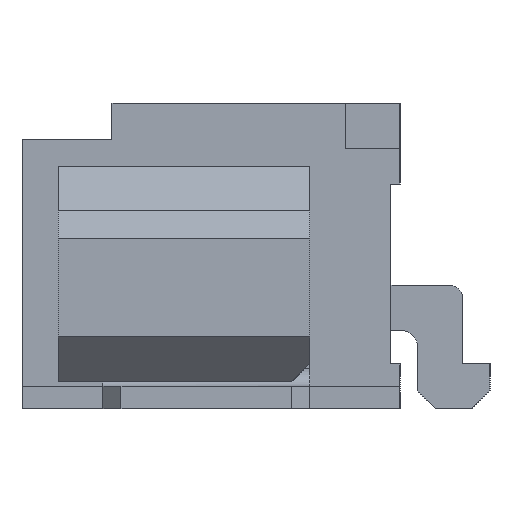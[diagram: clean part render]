
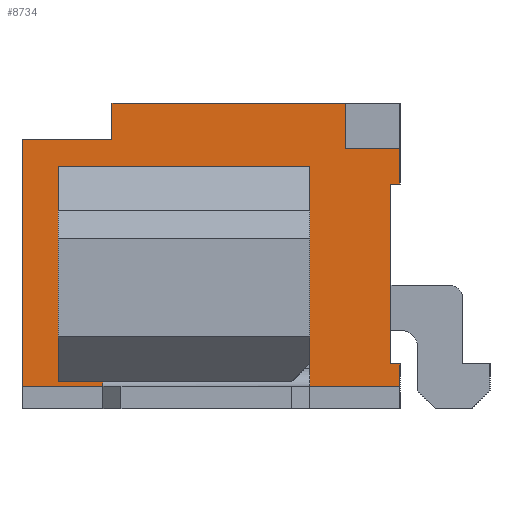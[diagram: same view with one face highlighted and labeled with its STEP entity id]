
A CAD part, left-side view. The second image highlights one B-rep face of the part: STEP entity #8734.
In plain terms, the highlighted planar face has unit normal (-1, 0, 0).
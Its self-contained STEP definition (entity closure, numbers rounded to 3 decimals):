
#69=DIRECTION('',(0.,0.,1.));
#70=VECTOR('',#69,0.25);
#71=CARTESIAN_POINT('',(-11.5,-2.1,-1.45));
#72=LINE('',#71,#70);
#297=DIRECTION('',(0.,0.,1.));
#298=VECTOR('',#297,0.4);
#299=CARTESIAN_POINT('',(-11.5,-2.1,0.8));
#300=LINE('',#299,#298);
#301=DIRECTION('',(0.,0.,1.));
#302=VECTOR('',#301,2.4);
#303=CARTESIAN_POINT('',(-11.5,-1.1,-1.4));
#304=LINE('',#303,#302);
#305=DIRECTION('',(0.,-1.,0.));
#306=VECTOR('',#305,2.8);
#307=CARTESIAN_POINT('',(-11.5,1.7,1.));
#308=LINE('',#307,#306);
#309=DIRECTION('',(0.,0.,1.));
#310=VECTOR('',#309,2.4);
#311=CARTESIAN_POINT('',(-11.5,1.7,-1.4));
#312=LINE('',#311,#310);
#313=DIRECTION('',(0.,-1.,0.));
#314=VECTOR('',#313,2.8);
#315=CARTESIAN_POINT('',(-11.5,1.7,-1.4));
#316=LINE('',#315,#314);
#317=DIRECTION('',(0.,1.,0.));
#318=VECTOR('',#317,0.6);
#319=CARTESIAN_POINT('',(-11.5,-2.1,1.2));
#320=LINE('',#319,#318);
#321=DIRECTION('',(0.,1.,0.));
#322=VECTOR('',#321,0.1);
#323=CARTESIAN_POINT('',(-11.5,-2.1,0.8));
#324=LINE('',#323,#322);
#325=DIRECTION('',(0.,0.,1.));
#326=VECTOR('',#325,2.);
#327=CARTESIAN_POINT('',(-11.5,-2.,-1.2));
#328=LINE('',#327,#326);
#329=DIRECTION('',(0.,1.,0.));
#330=VECTOR('',#329,0.1);
#331=CARTESIAN_POINT('',(-11.5,-2.1,-1.2));
#332=LINE('',#331,#330);
#333=DIRECTION('',(0.,-1.,0.));
#334=VECTOR('',#333,4.2);
#335=CARTESIAN_POINT('',(-11.5,2.1,-1.45));
#336=LINE('',#335,#334);
#337=DIRECTION('',(0.,0.,1.));
#338=VECTOR('',#337,2.75);
#339=CARTESIAN_POINT('',(-11.5,2.1,-1.45));
#340=LINE('',#339,#338);
#341=DIRECTION('',(0.,-1.,0.));
#342=VECTOR('',#341,1.);
#343=CARTESIAN_POINT('',(-11.5,2.1,1.3));
#344=LINE('',#343,#342);
#345=DIRECTION('',(0.,0.,-1.));
#346=VECTOR('',#345,0.4);
#347=CARTESIAN_POINT('',(-11.5,1.1,1.7));
#348=LINE('',#347,#346);
#349=DIRECTION('',(0.,0.,-1.));
#350=VECTOR('',#349,0.5);
#351=CARTESIAN_POINT('',(-11.5,-1.5,1.7));
#352=LINE('',#351,#350);
#1253=DIRECTION('',(0.,-1.,0.));
#1254=VECTOR('',#1253,2.6);
#1255=CARTESIAN_POINT('',(-11.5,1.1,1.7));
#1256=LINE('',#1255,#1254);
#6433=CARTESIAN_POINT('',(-11.5,1.1,1.7));
#6435=VERTEX_POINT('',#6433);
#6445=CARTESIAN_POINT('',(-11.5,2.1,1.3));
#6446=CARTESIAN_POINT('',(-11.5,1.1,1.3));
#6447=VERTEX_POINT('',#6445);
#6448=VERTEX_POINT('',#6446);
#6493=CARTESIAN_POINT('',(-11.5,-1.1,-1.4));
#6494=CARTESIAN_POINT('',(-11.5,-1.1,1.));
#6495=VERTEX_POINT('',#6493);
#6496=VERTEX_POINT('',#6494);
#6497=CARTESIAN_POINT('',(-11.5,1.7,1.));
#6498=VERTEX_POINT('',#6497);
#6499=CARTESIAN_POINT('',(-11.5,1.7,-1.4));
#6500=VERTEX_POINT('',#6499);
#6679=CARTESIAN_POINT('',(-11.5,-2.1,-1.2));
#6680=CARTESIAN_POINT('',(-11.5,-2.,-1.2));
#6681=VERTEX_POINT('',#6679);
#6682=VERTEX_POINT('',#6680);
#6683=CARTESIAN_POINT('',(-11.5,-2.,0.8));
#6684=VERTEX_POINT('',#6683);
#6685=CARTESIAN_POINT('',(-11.5,-2.1,0.8));
#6686=VERTEX_POINT('',#6685);
#6785=CARTESIAN_POINT('',(-11.5,-1.5,1.7));
#6786=VERTEX_POINT('',#6785);
#6787=CARTESIAN_POINT('',(-11.5,-2.1,1.2));
#6788=CARTESIAN_POINT('',(-11.5,-1.5,1.2));
#6789=VERTEX_POINT('',#6787);
#6790=VERTEX_POINT('',#6788);
#7163=CARTESIAN_POINT('',(-11.5,2.1,-1.45));
#7164=CARTESIAN_POINT('',(-11.5,-2.1,-1.45));
#7165=VERTEX_POINT('',#7163);
#7166=VERTEX_POINT('',#7164);
#8696=CARTESIAN_POINT('',(-11.5,2.1,-1.7));
#8697=DIRECTION('',(-1.,0.,0.));
#8698=DIRECTION('',(0.,-1.,0.));
#8699=AXIS2_PLACEMENT_3D('',#8696,#8697,#8698);
#8700=PLANE('',#8699);
#8702=ORIENTED_EDGE('',*,*,#8701,.F.);
#8703=ORIENTED_EDGE('',*,*,#8676,.F.);
#8705=ORIENTED_EDGE('',*,*,#8704,.T.);
#8707=ORIENTED_EDGE('',*,*,#8706,.F.);
#8708=ORIENTED_EDGE('',*,*,#8686,.F.);
#8709=ORIENTED_EDGE('',*,*,#8516,.F.);
#8711=ORIENTED_EDGE('',*,*,#8710,.F.);
#8713=ORIENTED_EDGE('',*,*,#8712,.T.);
#8715=ORIENTED_EDGE('',*,*,#8714,.T.);
#8717=ORIENTED_EDGE('',*,*,#8716,.F.);
#8719=ORIENTED_EDGE('',*,*,#8718,.T.);
#8721=ORIENTED_EDGE('',*,*,#8720,.T.);
#8722=EDGE_LOOP('',(#8702,#8703,#8705,#8707,#8708,#8709,#8711,#8713,#8715,#8717,
#8719,#8721));
#8723=FACE_OUTER_BOUND('',#8722,.F.);
#8725=ORIENTED_EDGE('',*,*,#8724,.T.);
#8727=ORIENTED_EDGE('',*,*,#8726,.F.);
#8729=ORIENTED_EDGE('',*,*,#8728,.F.);
#8731=ORIENTED_EDGE('',*,*,#8730,.T.);
#8732=EDGE_LOOP('',(#8725,#8727,#8729,#8731));
#8733=FACE_BOUND('',#8732,.F.);
#8734=ADVANCED_FACE('',(#8723,#8733),#8700,.T.);
#8516=EDGE_CURVE('',#7166,#6681,#72,.T.);
#8676=EDGE_CURVE('',#6686,#6789,#300,.T.);
#8686=EDGE_CURVE('',#6681,#6682,#332,.T.);
#8701=EDGE_CURVE('',#6789,#6790,#320,.T.);
#8704=EDGE_CURVE('',#6686,#6684,#324,.T.);
#8706=EDGE_CURVE('',#6682,#6684,#328,.T.);
#8710=EDGE_CURVE('',#7165,#7166,#336,.T.);
#8712=EDGE_CURVE('',#7165,#6447,#340,.T.);
#8714=EDGE_CURVE('',#6447,#6448,#344,.T.);
#8716=EDGE_CURVE('',#6435,#6448,#348,.T.);
#8718=EDGE_CURVE('',#6435,#6786,#1256,.T.);
#8720=EDGE_CURVE('',#6786,#6790,#352,.T.);
#8724=EDGE_CURVE('',#6495,#6496,#304,.T.);
#8726=EDGE_CURVE('',#6498,#6496,#308,.T.);
#8728=EDGE_CURVE('',#6500,#6498,#312,.T.);
#8730=EDGE_CURVE('',#6500,#6495,#316,.T.);
